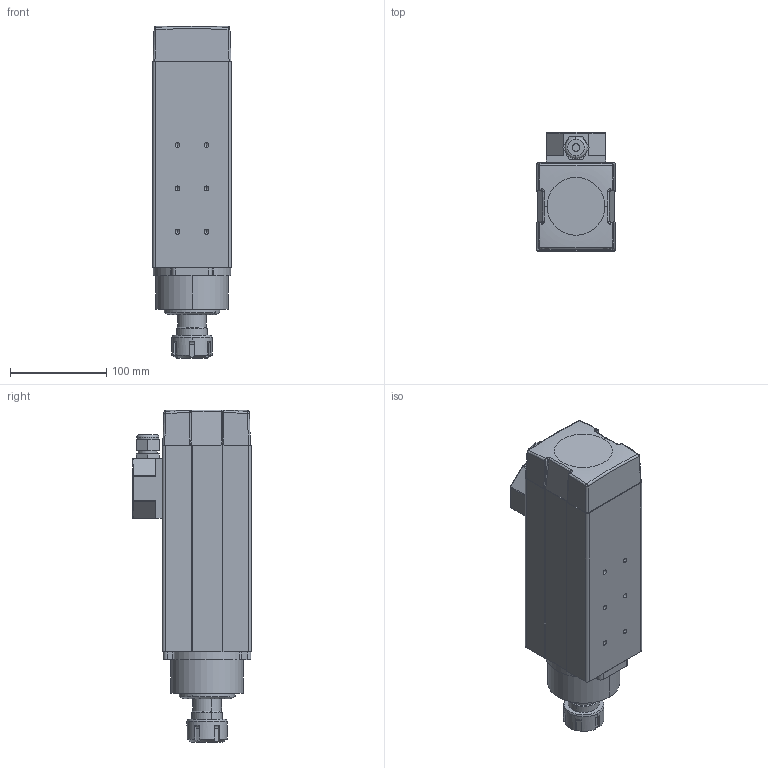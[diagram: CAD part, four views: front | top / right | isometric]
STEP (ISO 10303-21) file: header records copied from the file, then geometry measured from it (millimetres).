
FILE_DESCRIPTION (( 'STEP AP214' ), '1' );
FILE_NAME ('GDF46-18Z-3.5諉盄碟ER25.STEP', '2021-05-27T06:17:48', ( '萇齟' ), ( '' ), 'SwSTEP 2.0', 'SolidWorks 2018', '' );
FILE_SCHEMA (( 'AUTOMOTIVE_DESIGN' ));
Length unit declared in the file: millimetre
Products named in the file (12): 諉盄碟; GDF46-18Z-3.0-01 躇猾裔; GDF46-18Z-3.0-06 儂褲; GDF46-18Z-3.0-02 ヶ裔; GDF46-18Z-3.0-09 粣; GDF46-18Z-3.0-03 傷裔; ER25蹟簽; GDF46-1 軞蚾; 瑞欶.prt; ER25-6 粟俶芠標; GDF46-18Z-3.5諉盄碟ER25; GDF46-18Z-3.0-09蛌赽粣
Assembly tree (11 placements, depth 4):
  GDF46-18Z-3.5諉盄碟ER25
    GDF46-18Z-3.0-06 儂褲
    GDF46-18Z-3.0-03 傷裔
    GDF46-1 軞蚾
      GDF46-18Z-3.0-09蛌赽粣
        GDF46-18Z-3.0-09 粣
    GDF46-18Z-3.0-02 ヶ裔
    GDF46-18Z-3.0-01 躇猾裔
    瑞欶.prt
    諉盄碟
    ER25蹟簽
    ER25-6 粟俶芠標
Bounding box: 82 x 123.3 x 344.5 mm (x, y, z)
Volume: 821226 mm3; surface area: 309662 mm2
Topology: 9 solids, 9 shells, 475 faces, 1154 edges, 722 vertices
Faces by surface type: cylinder 194, plane 185, cone 44, bspline 32, sphere 14, torus 6
Entity records: 15644 total; most frequent: CARTESIAN_POINT 3965, DIRECTION 2366, ORIENTED_EDGE 2268, EDGE_CURVE 1134, AXIS2_PLACEMENT_3D 905, VERTEX_POINT 722, LINE 556, VECTOR 556
